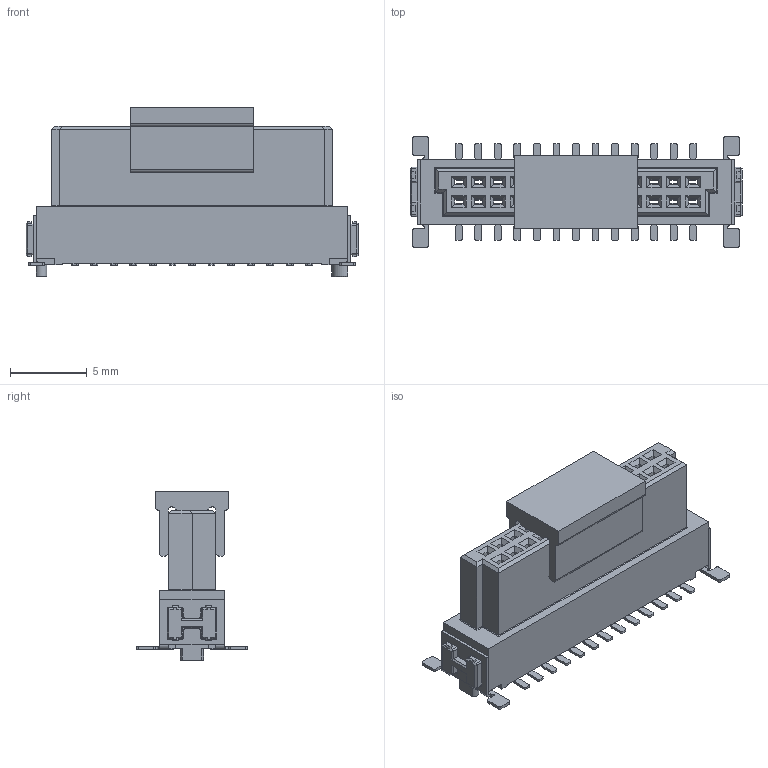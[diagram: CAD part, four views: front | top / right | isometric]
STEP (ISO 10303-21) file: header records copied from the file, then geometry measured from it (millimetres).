
FILE_DESCRIPTION((''),'2;1');
FILE_NAME('M55-6012642_ASM','2018-11-08T10:25:58',('rportlock'),(''),'CREO PARAMETRIC BY PTC INC, 2017380','CREO PARAMETRIC BY PTC INC, 2017380','');
FILE_SCHEMA(('CONFIG_CONTROL_DESIGN','SHAPE_APPEARANCE_LAYERS_GROUPS'));
Length unit declared in the file: millimetre
Products named in the file (5): M55-60126_MOULD; M55-601_CONTACT; M55-700_STRAP; M55-600_CAP; M55-6012642_ASM
Assembly tree (30 placements, depth 2):
  M55-6012642_ASM
    M55-60126_MOULD
    M55-601_CONTACT  x26
    M55-700_STRAP  x2
    M55-600_CAP
Bounding box: 21.59 x 7.2 x 11.05 mm (x, y, z)
Volume: 527.2 mm3; surface area: 2749.2 mm2
Topology: 30 solids, 30 shells, 4655 faces, 11412 edges, 6830 vertices
Faces by surface type: cylinder 1809, plane 1631, torus 728, bspline 260, sphere 208, cone 19
Entity records: 31556 total; most frequent: CARTESIAN_POINT 4561, ORIENTED_EDGE 3952, DIRECTION 3887, PRESENTATION_STYLE_ASSIGNMENT 2121, STYLED_ITEM 1980, CURVE_STYLE 1976, EDGE_CURVE 1976, VECTOR 1641
